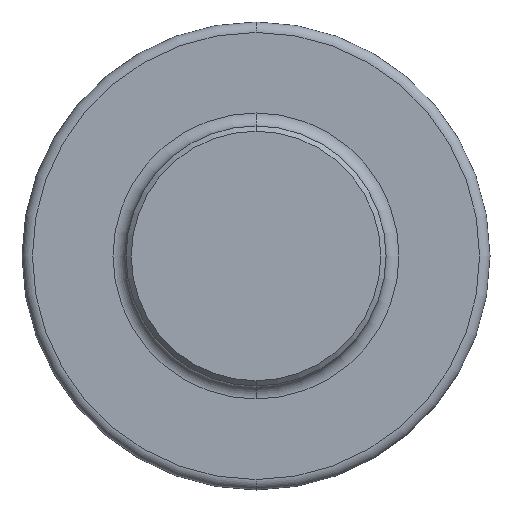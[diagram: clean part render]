
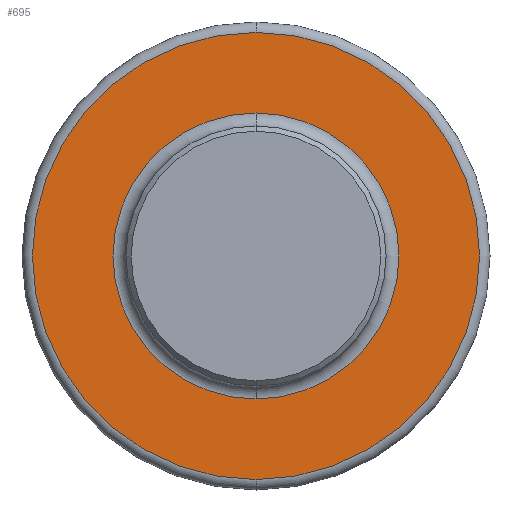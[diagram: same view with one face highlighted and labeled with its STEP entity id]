
A CAD part, front view. The second image highlights one B-rep face of the part: STEP entity #695.
In plain terms, the highlighted planar face has unit normal (0, -1, 0).
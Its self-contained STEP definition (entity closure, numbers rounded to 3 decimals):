
#2 = PLANE ( 'NONE',  #424 ) ;
#9 = EDGE_LOOP ( 'NONE', ( #337, #411 ) ) ;
#54 = CARTESIAN_POINT ( 'NONE',  ( 0., 0., 0. ) ) ;
#111 = DIRECTION ( 'NONE',  ( 0., 0., 1. ) ) ;
#116 = DIRECTION ( 'NONE',  ( 0., 0., 1. ) ) ;
#146 = CARTESIAN_POINT ( 'NONE',  ( 0., 0., 4.3 ) ) ;
#152 = EDGE_CURVE ( 'NONE', #520, #702, #379, .T. ) ;
#195 = DIRECTION ( 'NONE',  ( 0., 0., 1. ) ) ;
#200 = AXIS2_PLACEMENT_3D ( 'NONE', #531, #475, #195 ) ;
#229 = VERTEX_POINT ( 'NONE', #268 ) ;
#245 = DIRECTION ( 'NONE',  ( 0., 0., 1. ) ) ;
#261 = ORIENTED_EDGE ( 'NONE', *, *, #152, .T. ) ;
#265 = CIRCLE ( 'NONE', #434, 2.75 ) ;
#268 = CARTESIAN_POINT ( 'NONE',  ( 0., 0., -2.75 ) ) ;
#270 = DIRECTION ( 'NONE',  ( 0., -1., 0. ) ) ;
#273 = FACE_OUTER_BOUND ( 'NONE', #350, .T. ) ;
#280 = VERTEX_POINT ( 'NONE', #651 ) ;
#335 = ORIENTED_EDGE ( 'NONE', *, *, #361, .T. ) ;
#337 = ORIENTED_EDGE ( 'NONE', *, *, #536, .T. ) ;
#350 = EDGE_LOOP ( 'NONE', ( #335, #261 ) ) ;
#361 = EDGE_CURVE ( 'NONE', #702, #520, #537, .T. ) ;
#379 = CIRCLE ( 'NONE', #635, 4.3 ) ;
#411 = ORIENTED_EDGE ( 'NONE', *, *, #705, .T. ) ;
#413 = AXIS2_PLACEMENT_3D ( 'NONE', #54, #270, #111 ) ;
#424 = AXIS2_PLACEMENT_3D ( 'NONE', #429, #533, #699 ) ;
#429 = CARTESIAN_POINT ( 'NONE',  ( 0., 0., 0. ) ) ;
#434 = AXIS2_PLACEMENT_3D ( 'NONE', #443, #669, #116 ) ;
#443 = CARTESIAN_POINT ( 'NONE',  ( 0., 0., 0. ) ) ;
#475 = DIRECTION ( 'NONE',  ( 0., 1., 0. ) ) ;
#484 = FACE_BOUND ( 'NONE', #9, .T. ) ;
#520 = VERTEX_POINT ( 'NONE', #581 ) ;
#531 = CARTESIAN_POINT ( 'NONE',  ( 0., 0., 0. ) ) ;
#533 = DIRECTION ( 'NONE',  ( 0., 1., 0. ) ) ;
#534 = DIRECTION ( 'NONE',  ( 0., -1., 0. ) ) ;
#536 = EDGE_CURVE ( 'NONE', #280, #229, #602, .T. ) ;
#537 = CIRCLE ( 'NONE', #413, 4.3 ) ;
#581 = CARTESIAN_POINT ( 'NONE',  ( 0., 0., -4.3 ) ) ;
#585 = CARTESIAN_POINT ( 'NONE',  ( 0., 0., 0. ) ) ;
#602 = CIRCLE ( 'NONE', #200, 2.75 ) ;
#635 = AXIS2_PLACEMENT_3D ( 'NONE', #585, #534, #245 ) ;
#651 = CARTESIAN_POINT ( 'NONE',  ( 0., 0., 2.75 ) ) ;
#669 = DIRECTION ( 'NONE',  ( 0., 1., 0. ) ) ;
#695 = ADVANCED_FACE ( 'NONE', ( #484, #273 ), #2, .F. ) ;
#699 = DIRECTION ( 'NONE',  ( 0., 0., 1. ) ) ;
#702 = VERTEX_POINT ( 'NONE', #146 ) ;
#705 = EDGE_CURVE ( 'NONE', #229, #280, #265, .T. ) ;
